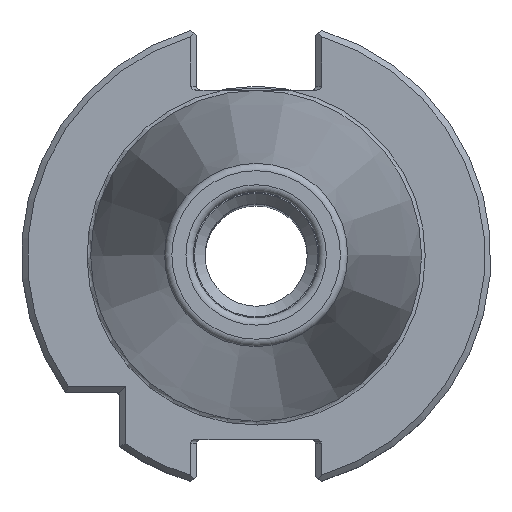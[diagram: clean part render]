
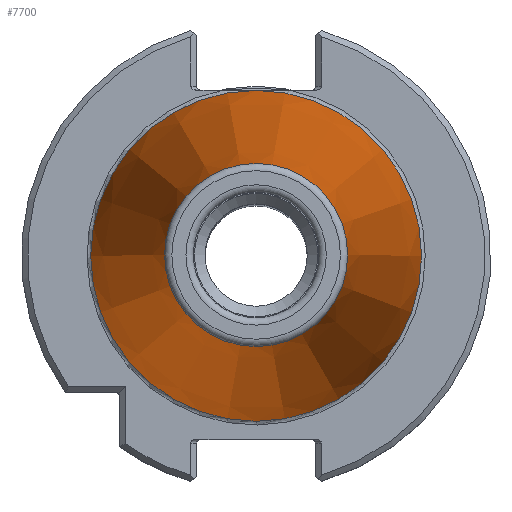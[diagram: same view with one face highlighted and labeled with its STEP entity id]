
A CAD part, top view. The second image highlights one B-rep face of the part: STEP entity #7700.
In plain terms, the highlighted conical face has half-angle 8.297 degrees and reference radius 22.395 mm.
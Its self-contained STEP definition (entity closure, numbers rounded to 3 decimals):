
#1347=CONICAL_SURFACE('',#8081,22.395,0.145);
#1455=ORIENTED_EDGE('',*,*,#2980,.F.);
#1456=ORIENTED_EDGE('',*,*,#2982,.T.);
#2980=EDGE_CURVE('',#3763,#3763,#4306,.T.);
#2982=EDGE_CURVE('',#3765,#3765,#4308,.T.);
#3763=VERTEX_POINT('',#10034);
#3765=VERTEX_POINT('',#10040);
#4306=CIRCLE('',#8078,12.397);
#4308=CIRCLE('',#8082,22.395);
#4495=EDGE_LOOP('',(#1455));
#4496=EDGE_LOOP('',(#1456));
#4927=FACE_BOUND('',#4495,.T.);
#4928=FACE_BOUND('',#4496,.T.);
#7700=ADVANCED_FACE('',(#4927,#4928),#1347,.T.);
#8078=AXIS2_PLACEMENT_3D('',#10033,#8645,#8646);
#8081=AXIS2_PLACEMENT_3D('',#10038,#8651,#8652);
#8082=AXIS2_PLACEMENT_3D('',#10039,#8653,#8654);
#8645=DIRECTION('',(0.,0.,1.));
#8646=DIRECTION('',(1.,0.,0.));
#8651=DIRECTION('',(0.,0.,-1.));
#8652=DIRECTION('',(-1.,0.,0.));
#8653=DIRECTION('',(0.,0.,1.));
#8654=DIRECTION('',(1.,0.,0.));
#10033=CARTESIAN_POINT('',(0.,0.,67.394));
#10034=CARTESIAN_POINT('',(12.397,0.,67.394));
#10038=CARTESIAN_POINT('',(0.,0.,-1.163));
#10039=CARTESIAN_POINT('',(0.,0.,-1.163));
#10040=CARTESIAN_POINT('',(22.395,0.,-1.163));
